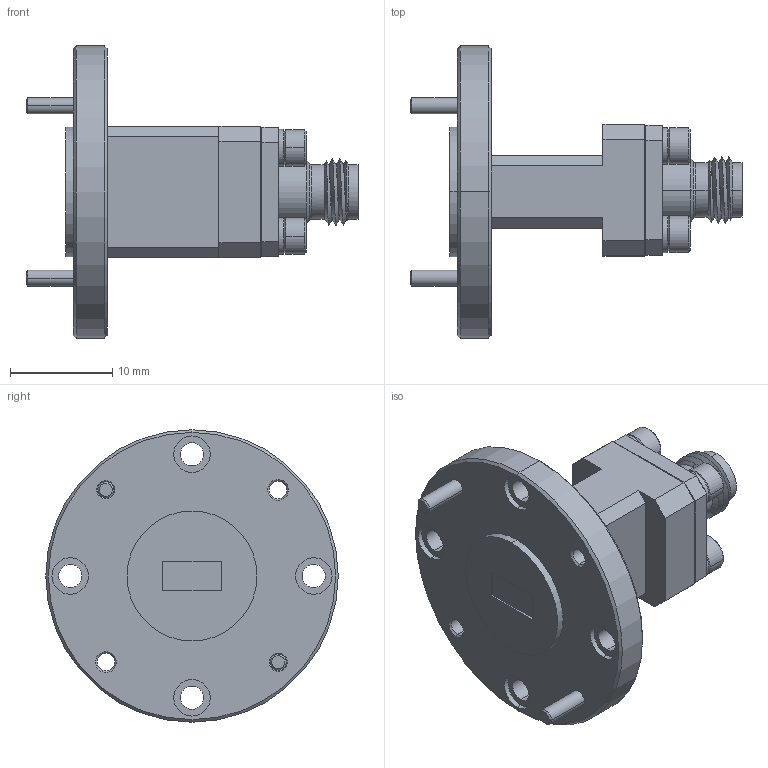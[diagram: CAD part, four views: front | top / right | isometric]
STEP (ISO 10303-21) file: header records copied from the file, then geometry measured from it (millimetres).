
FILE_DESCRIPTION (( 'STEP AP214' ), '1' );
FILE_NAME ('FP-QK2, Defeatured.STEP', '2024-08-20T19:36:26', ( '' ), ( '' ), 'SwSTEP 2.0', 'SolidWorks 2021', '' );
FILE_SCHEMA (( 'AUTOMOTIVE_DESIGN' ));
Length unit declared in the file: inch
Products named in the file (1): FP-QK2, Defeatured
Bounding box: 32.45 x 28.57 x 28.57 mm (x, y, z)
Volume: 4268.9 mm3; surface area: 3436 mm2
Topology: 5 solids, 5 shells, 353 faces, 759 edges, 456 vertices
Faces by surface type: plane 135, cone 116, cylinder 98, torus 2, bspline 2
Entity records: 15175 total; most frequent: CARTESIAN_POINT 2926, DIRECTION 1686, ORIENTED_EDGE 1518, EDGE_CURVE 759, AXIS2_PLACEMENT_3D 658, VERTEX_POINT 456, EDGE_LOOP 413, LINE 370
